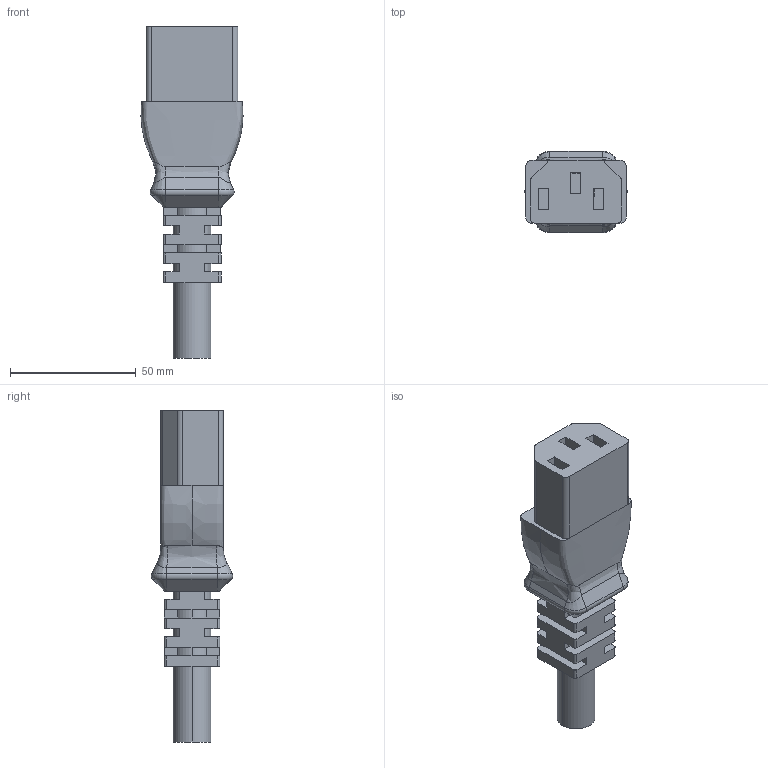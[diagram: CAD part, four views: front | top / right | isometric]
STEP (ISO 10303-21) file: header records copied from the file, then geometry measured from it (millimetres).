
FILE_DESCRIPTION (( 'STEP AP214' ), '1' );
FILE_NAME ('male plug.STEP', '2026-02-25T19:56:33', ( '' ), ( '' ), 'SwSTEP 2.0', 'SolidWorks 2026', '' );
FILE_SCHEMA (( 'AUTOMOTIVE_DESIGN' ));
Length unit declared in the file: millimetre
Products named in the file (1): male plug
Bounding box: 40.6 x 32.35 x 132 mm (x, y, z)
Volume: 71426.7 mm3; surface area: 19769.4 mm2
Topology: 1 solids, 1 shells, 139 faces, 383 edges, 248 vertices
Faces by surface type: plane 77, cylinder 40, bspline 10, cone 8, torus 4
Entity records: 6482 total; most frequent: CARTESIAN_POINT 2907, ORIENTED_EDGE 766, DIRECTION 725, EDGE_CURVE 383, LINE 249, VECTOR 249, VERTEX_POINT 248, AXIS2_PLACEMENT_3D 238
